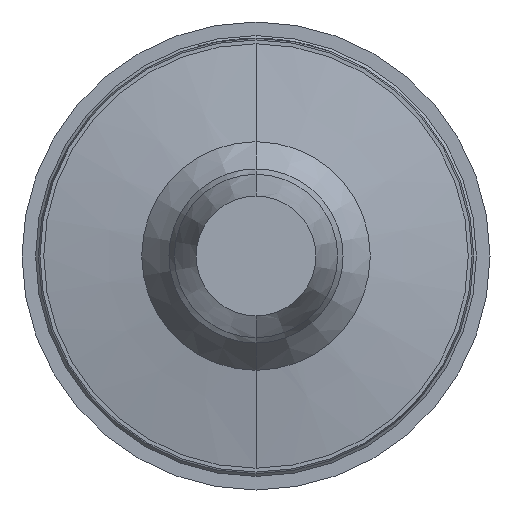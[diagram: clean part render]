
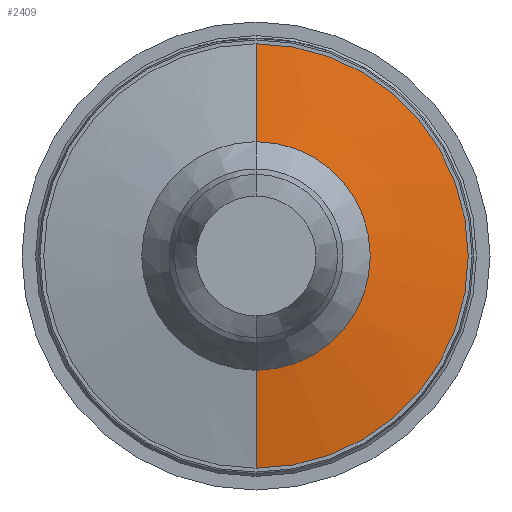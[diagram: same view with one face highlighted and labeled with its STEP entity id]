
A CAD part, front view. The second image highlights one B-rep face of the part: STEP entity #2409.
In plain terms, the highlighted conical face has half-angle 80.134 degrees and reference radius 0.8 mm.
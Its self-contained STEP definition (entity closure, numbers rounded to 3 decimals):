
#24 = CARTESIAN_POINT ( 'NONE',  ( 0., -0.4, -0.8 ) ) ;
#309 = EDGE_CURVE ( 'Defeature ausgef�hrt3_25+Defeature ausgef�hrt3_26+Defeature ausgef�hrt3_26+Defeature ausgef�hrt3_26', #3034, #1583, #3869, .T. ) ;
#325 = CARTESIAN_POINT ( 'NONE',  ( 0., -0.4, 0.8 ) ) ;
#584 = CARTESIAN_POINT ( 'NONE',  ( 0., -0.4, 0. ) ) ;
#799 = CARTESIAN_POINT ( 'NONE',  ( 0., -0.2, -1.95 ) ) ;
#844 = LINE ( 'NONE', #325, #1472 ) ;
#959 = DIRECTION ( 'NONE',  ( 0., 1., 0. ) ) ;
#995 = DIRECTION ( 'NONE',  ( 0., -1., 0. ) ) ;
#1013 = VECTOR ( 'NONE', #2286, 1000. ) ;
#1163 = DIRECTION ( 'NONE',  ( 0., -1., 0. ) ) ;
#1237 = FACE_OUTER_BOUND ( 'NONE', #4142, .T. ) ;
#1296 = CIRCLE ( 'NONE', #4462, 0.8 ) ;
#1337 = ORIENTED_EDGE ( 'NONE', *, *, #309, .T. ) ;
#1358 = DIRECTION ( 'NONE',  ( 0., 0.171, 0.985 ) ) ;
#1373 = CARTESIAN_POINT ( 'NONE',  ( 0., -0.2, 1.95 ) ) ;
#1472 = VECTOR ( 'NONE', #1358, 1000. ) ;
#1543 = DIRECTION ( 'NONE',  ( 0., 0., -1. ) ) ;
#1583 = VERTEX_POINT ( 'NONE', #1373 ) ;
#1748 = EDGE_CURVE ( 'NONE', #2619, #3034, #4549, .T. ) ;
#2114 = EDGE_CURVE ( 'NONE', #4188, #1583, #844, .T. ) ;
#2262 = ORIENTED_EDGE ( 'NONE', *, *, #2114, .F. ) ;
#2286 = DIRECTION ( 'NONE',  ( 0., 0.171, -0.985 ) ) ;
#2409 = ADVANCED_FACE ( 'Defeature ausgef�hrt3_25', ( #1237 ), #3025, .T. ) ;
#2619 = VERTEX_POINT ( 'NONE', #24 ) ;
#2683 = CARTESIAN_POINT ( 'NONE',  ( 0., -0.4, -0.8 ) ) ;
#3025 = CONICAL_SURFACE ( 'NONE', #4640, 0.8, 1.399 ) ;
#3034 = VERTEX_POINT ( 'NONE', #799 ) ;
#3329 = AXIS2_PLACEMENT_3D ( 'NONE', #3886, #995, #4274 ) ;
#3414 = EDGE_CURVE ( 'Defeature ausgef�hrt3_24+Defeature ausgef�hrt3_25+Defeature ausgef�hrt3_25+Defeature ausgef�hrt3_25', #2619, #4188, #1296, .T. ) ;
#3492 = DIRECTION ( 'NONE',  ( 0., 0., 1. ) ) ;
#3681 = ORIENTED_EDGE ( 'NONE', *, *, #1748, .T. ) ;
#3726 = ORIENTED_EDGE ( 'NONE', *, *, #3414, .F. ) ;
#3869 = CIRCLE ( 'NONE', #3329, 1.95 ) ;
#3886 = CARTESIAN_POINT ( 'NONE',  ( 0., -0.2, 0. ) ) ;
#3946 = CARTESIAN_POINT ( 'NONE',  ( 0., -0.4, 0.8 ) ) ;
#4109 = CARTESIAN_POINT ( 'NONE',  ( 0., -0.4, 0. ) ) ;
#4142 = EDGE_LOOP ( 'NONE', ( #3726, #3681, #1337, #2262 ) ) ;
#4188 = VERTEX_POINT ( 'NONE', #3946 ) ;
#4274 = DIRECTION ( 'NONE',  ( 0., 0., -1. ) ) ;
#4462 = AXIS2_PLACEMENT_3D ( 'NONE', #4109, #1163, #1543 ) ;
#4549 = LINE ( 'NONE', #2683, #1013 ) ;
#4640 = AXIS2_PLACEMENT_3D ( 'NONE', #584, #959, #3492 ) ;
